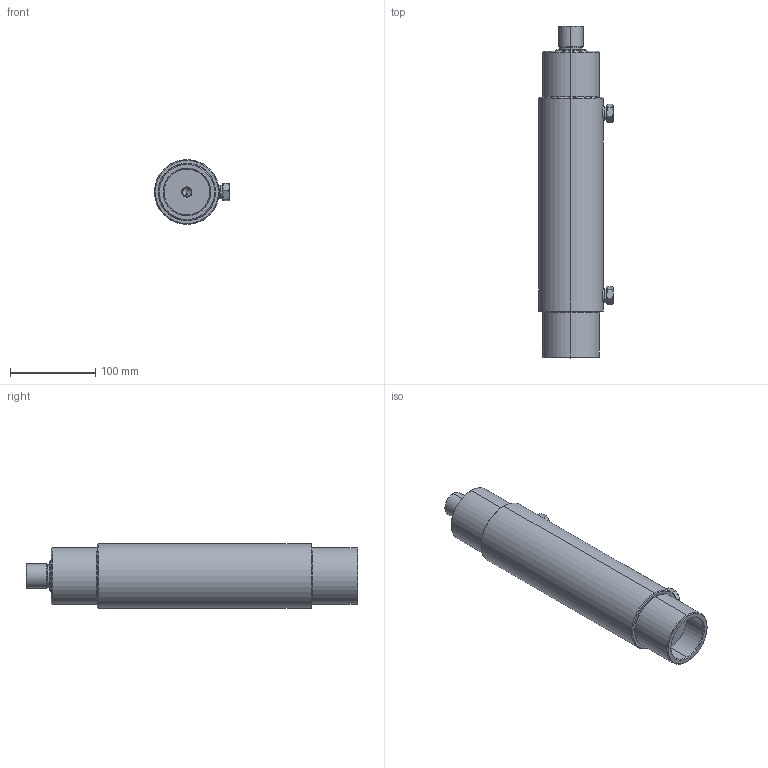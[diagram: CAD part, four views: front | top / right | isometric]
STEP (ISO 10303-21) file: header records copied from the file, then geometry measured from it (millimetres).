
FILE_DESCRIPTION (( 'STEP AP203' ), '1' );
FILE_NAME ('F1606.STEP', '2015-12-16T05:09:55', ( 'SF' ), ( '' ), 'SwSTEP 2.0', 'SolidWorks 2015', '' );
FILE_SCHEMA (( 'CONFIG_CONTROL_DESIGN' ));
Length unit declared in the file: millimetre
Products named in the file (15): 511-7-0460-107; D05-6-1001-106; 522-7-0510-101; F1606; 522-7-0508-104; F16-6-1806-101; 579-7-0508-103; F16-6-1206-107; F16-5-1204-107; 541-7-0360-107; H15-6-1216-101; F16-5-1804-101; F16-6-1608-107; 579-7-0510-100; 573-7-0520-101
Assembly tree (16 placements, depth 2):
  F1606
    F16-6-1806-101
    F16-6-1206-107
    541-7-0360-107
    F16-5-1804-101
    579-7-0510-100
    522-7-0510-101
    522-7-0508-104  x2
    579-7-0508-103
    F16-5-1204-107
    H15-6-1216-101
    F16-6-1608-107
    573-7-0520-101
    511-7-0460-107
    D05-6-1001-106  x2
Bounding box: 88 x 389.65 x 76 mm (x, y, z)
Volume: 1297024.3 mm3; surface area: 255246 mm2
Topology: 16 solids, 16 shells, 414 faces, 880 edges, 523 vertices
Faces by surface type: cone 161, cylinder 120, plane 97, torus 36
Entity records: 11982 total; most frequent: CARTESIAN_POINT 2196, DIRECTION 1912, ORIENTED_EDGE 1548, AXIS2_PLACEMENT_3D 810, EDGE_CURVE 774, VERTEX_POINT 463, CIRCLE 424, EDGE_LOOP 415
